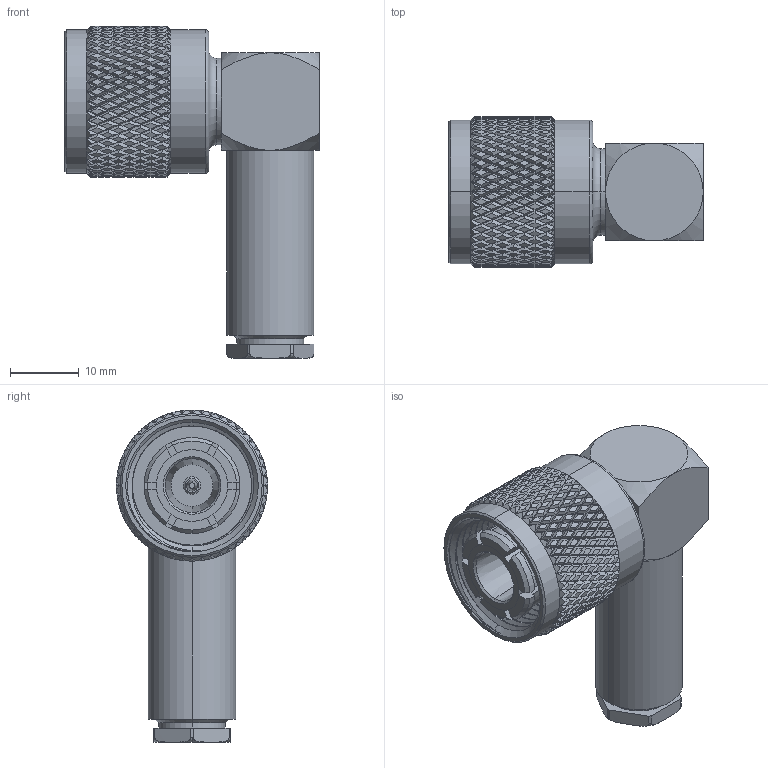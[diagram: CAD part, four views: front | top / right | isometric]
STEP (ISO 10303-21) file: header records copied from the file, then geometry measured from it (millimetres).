
FILE_DESCRIPTION (( 'STEP AP214' ), '1' );
FILE_NAME ('FMCN45902_3D.step', '2023-05-10T17:46:21', ( '' ), ( '' ), 'SwSTEP 2.0', 'SolidWorks 2022', '' );
FILE_SCHEMA (( 'AUTOMOTIVE_DESIGN' ));
Length unit declared in the file: inch
Products named in the file (1): FMCN45902_3D
Bounding box: 37.04 x 22 x 48.34 mm (x, y, z)
Volume: 11574 mm3; surface area: 7591 mm2
Topology: 1 solids, 1 shells, 2334 faces, 4988 edges, 2668 vertices
Faces by surface type: bspline 1731, cylinder 502, plane 54, cone 34, torus 13
Entity records: 101704 total; most frequent: CARTESIAN_POINT 70819, ORIENTED_EDGE 9976, EDGE_CURVE 4988, VERTEX_POINT 2668, EDGE_LOOP 2346, FACE_OUTER_BOUND 2334, ADVANCED_FACE 2334, B_SPLINE_CURVE_WITH_KNOTS 2067
